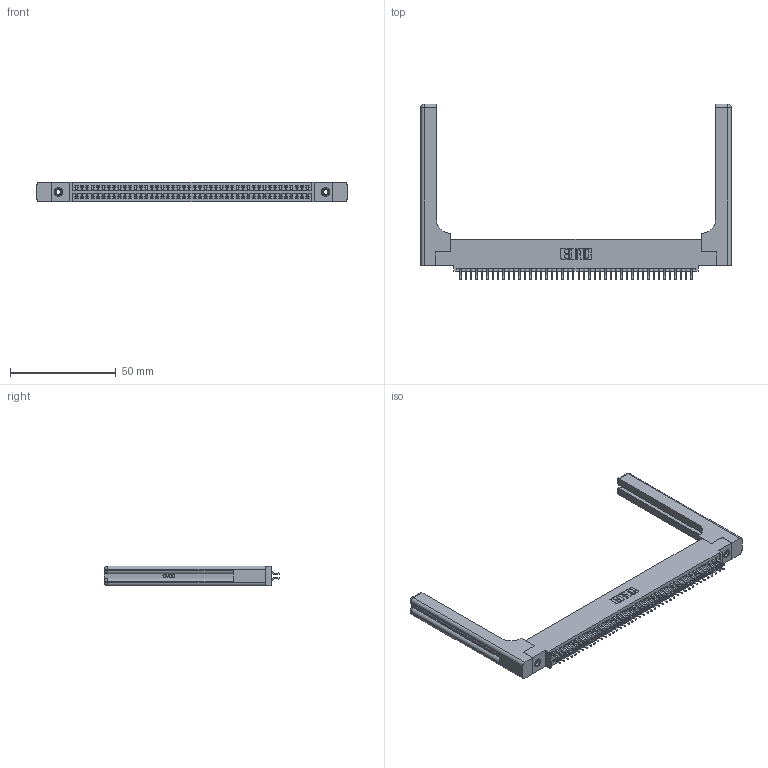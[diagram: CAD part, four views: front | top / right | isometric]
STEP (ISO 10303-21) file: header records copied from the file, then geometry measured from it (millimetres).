
FILE_DESCRIPTION (( 'STEP AP203' ), '1' );
FILE_NAME ('345-088-556-558.STEP', '2019-11-01T13:37:03', ( '' ), ( '' ), 'SwSTEP 2.0', 'SolidWorks 2016', '' );
FILE_SCHEMA (( 'CONFIG_CONTROL_DESIGN' ));
Length unit declared in the file: inch
Products named in the file (5): 345-088-556-558; 345 Part_0.110 Offset - 0.156 Dia-TH; 345-220-058_345-220-058; 345-250-001_345-250-001-102; 345-292-001_556 Tail
Assembly tree (93 placements, depth 2):
  345-088-556-558
    345 Part_0.110 Offset - 0.156 Dia-TH
    345-292-001_556 Tail  x88
    345-250-001_345-250-001-102  x2
    345-220-058_345-220-058  x2
Bounding box: 146.79 x 82.99 x 9.4 mm (x, y, z)
Volume: 22675.8 mm3; surface area: 26104.4 mm2
Topology: 93 solids, 93 shells, 5314 faces, 15715 edges, 10338 vertices
Faces by surface type: plane 3488, cylinder 1766, bspline 36, cone 12, sphere 8, torus 4
Entity records: 39788 total; most frequent: CARTESIAN_POINT 7677, ORIENTED_EDGE 6396, DIRECTION 5686, EDGE_CURVE 3198, VECTOR 2790, LINE 2790, VERTEX_POINT 2122, AXIS2_PLACEMENT_3D 1448
